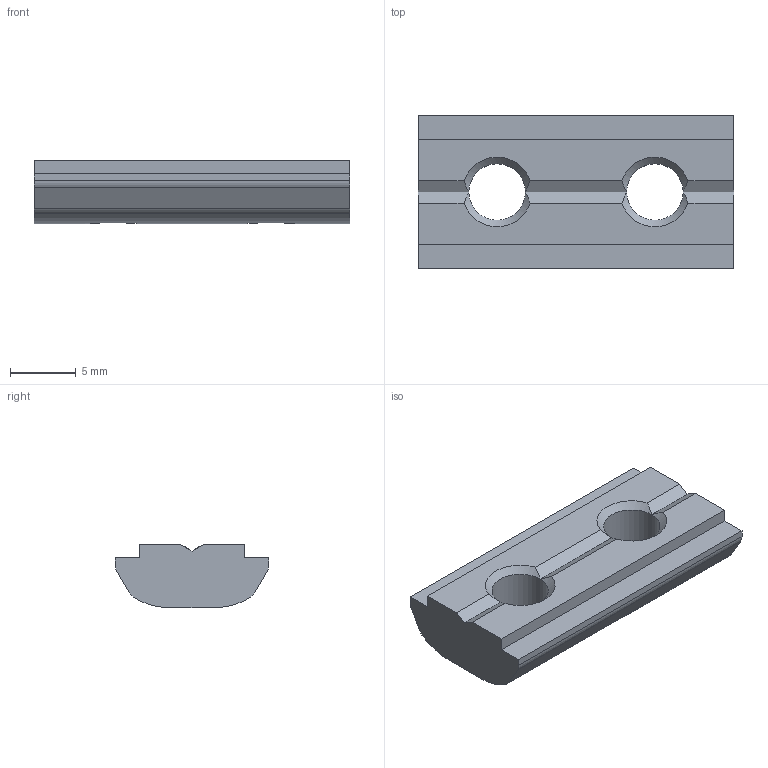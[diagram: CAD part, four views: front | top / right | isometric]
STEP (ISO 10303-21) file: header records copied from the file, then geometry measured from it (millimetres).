
FILE_DESCRIPTION(/* description */ ('SLIDING BLOCK N8'),/* implementation_level */ '2;1');
FILE_NAME(/* name */ '3842536675.stp',/* time_stamp */ '2026-03-17T09:39:15+01:00',/* author */ ('andreas.svensson'),/* organization */ (''),/* preprocessor_version */ 'ST-DEVELOPER v20.1',/* originating_system */ 'Autodesk Inventor 2026',/* authorisation */ '');
FILE_SCHEMA (('AUTOMOTIVE_DESIGN { 1 0 10303 214 3 1 1 }'));
Length unit declared in the file: millimetre
Products named in the file (1): 3842536675
Bounding box: 24 x 11.7 x 4.8 mm (x, y, z)
Volume: 951.7 mm3; surface area: 864.8 mm2
Topology: 1 solids, 1 shells, 35 faces, 99 edges, 62 vertices
Faces by surface type: plane 21, cylinder 8, cone 6
Full cylindrical faces by diameter (mm): 4.3 x2
Entity records: 1239 total; most frequent: CARTESIAN_POINT 251, DIRECTION 203, ORIENTED_EDGE 198, EDGE_CURVE 99, AXIS2_PLACEMENT_3D 72, VERTEX_POINT 62, LINE 59, VECTOR 59
